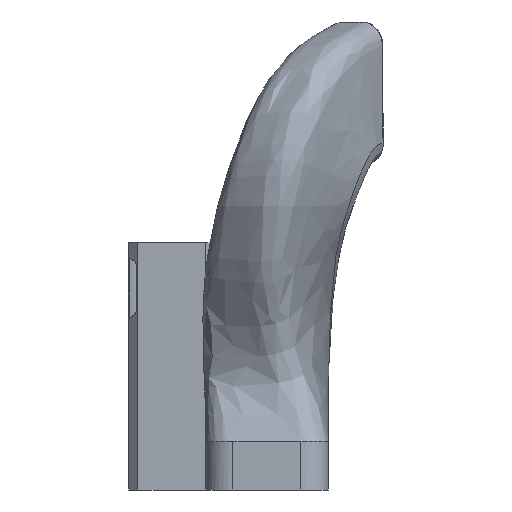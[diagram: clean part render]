
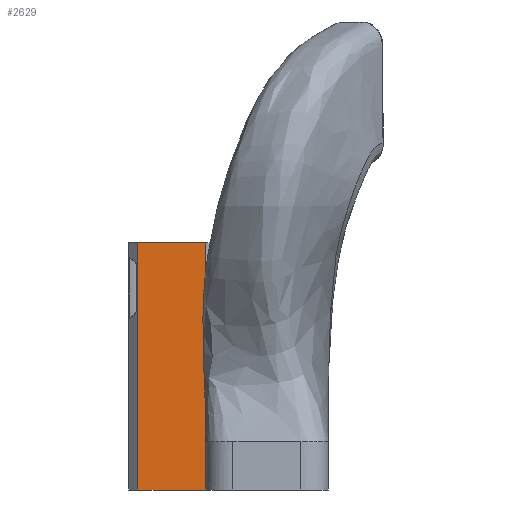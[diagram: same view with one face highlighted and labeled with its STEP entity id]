
A CAD part, left-side view. The second image highlights one B-rep face of the part: STEP entity #2629.
In plain terms, the highlighted planar face has unit normal (-1, 0, 0).
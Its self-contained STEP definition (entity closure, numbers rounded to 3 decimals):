
#86=PLANE('',#2777);
#187=LINE('',#11764,#423);
#193=LINE('',#11785,#429);
#228=LINE('',#11868,#464);
#229=LINE('',#11870,#465);
#230=LINE('',#11872,#466);
#231=LINE('',#11873,#467);
#423=VECTOR('',#2981,5.649);
#429=VECTOR('',#2993,5.3);
#464=VECTOR('',#3064,8.516);
#465=VECTOR('',#3065,7.5);
#466=VECTOR('',#3066,27.3);
#467=VECTOR('',#3067,7.5);
#667=FACE_OUTER_BOUND('',#790,.T.);
#790=EDGE_LOOP('',(#1983,#1984,#1985,#1986,#1987,#1988,#1989));
#986=B_SPLINE_CURVE_WITH_KNOTS('',3,(#9096,#9097,#9098,#9099,#9100,#9101,
#9102,#9103,#9104,#9105,#9106,#9107,#9108,#9109,#9110,#9111),
 .UNSPECIFIED.,.F.,.F.,(4,3,3,3,3,4),(-0.956,-0.669,
-0.502,-0.116,-0.108,0.),
 .UNSPECIFIED.);
#1114=VERTEX_POINT('',#9088);
#1115=VERTEX_POINT('',#9095);
#1116=VERTEX_POINT('',#9112);
#1170=VERTEX_POINT('',#11782);
#1200=VERTEX_POINT('',#11867);
#1201=VERTEX_POINT('',#11869);
#1202=VERTEX_POINT('',#11871);
#1406=EDGE_CURVE('',#1114,#1115,#986,.T.);
#1469=EDGE_CURVE('',#1115,#1116,#187,.T.);
#1476=EDGE_CURVE('',#1116,#1170,#193,.T.);
#1516=EDGE_CURVE('',#1200,#1114,#228,.T.);
#1517=EDGE_CURVE('',#1200,#1201,#229,.T.);
#1518=EDGE_CURVE('',#1201,#1202,#230,.T.);
#1519=EDGE_CURVE('',#1170,#1202,#231,.T.);
#1983=ORIENTED_EDGE('',*,*,#1406,.F.);
#1984=ORIENTED_EDGE('',*,*,#1516,.F.);
#1985=ORIENTED_EDGE('',*,*,#1517,.T.);
#1986=ORIENTED_EDGE('',*,*,#1518,.T.);
#1987=ORIENTED_EDGE('',*,*,#1519,.F.);
#1988=ORIENTED_EDGE('',*,*,#1476,.F.);
#1989=ORIENTED_EDGE('',*,*,#1469,.F.);
#2629=ADVANCED_FACE('',(#667),#86,.T.);
#2777=AXIS2_PLACEMENT_3D('',#11866,#3062,#3063);
#2981=DIRECTION('',(0.,0.,-1.));
#2993=DIRECTION('',(0.,0.,-1.));
#3062=DIRECTION('center_axis',(-1.,0.,0.));
#3063=DIRECTION('ref_axis',(0.,1.,0.));
#3064=DIRECTION('',(0.,0.,-1.));
#3065=DIRECTION('',(0.,1.,0.));
#3066=DIRECTION('',(0.,0.,-1.));
#3067=DIRECTION('',(0.,1.,0.));
#9088=CARTESIAN_POINT('',(-22.,10.7,18.784));
#9095=CARTESIAN_POINT('',(-22.,10.7,10.949));
#9096=CARTESIAN_POINT('Ctrl Pts',(-22.,10.7,18.784));
#9097=CARTESIAN_POINT('Ctrl Pts',(-22.,10.832,17.819));
#9098=CARTESIAN_POINT('Ctrl Pts',(-22.,10.898,16.809));
#9099=CARTESIAN_POINT('Ctrl Pts',(-22.,10.921,15.827));
#9100=CARTESIAN_POINT('Ctrl Pts',(-22.,10.935,15.256));
#9101=CARTESIAN_POINT('Ctrl Pts',(-22.,10.933,14.663));
#9102=CARTESIAN_POINT('Ctrl Pts',(-22.,10.926,14.223));
#9103=CARTESIAN_POINT('Ctrl Pts',(-22.,10.908,13.203));
#9104=CARTESIAN_POINT('Ctrl Pts',(-22.,10.9,12.8));
#9105=CARTESIAN_POINT('Ctrl Pts',(-22.,10.804,11.91));
#9106=CARTESIAN_POINT('Ctrl Pts',(-22.,10.802,11.892));
#9107=CARTESIAN_POINT('Ctrl Pts',(-22.,10.8,11.874));
#9108=CARTESIAN_POINT('Ctrl Pts',(-22.,10.798,11.856));
#9109=CARTESIAN_POINT('Ctrl Pts',(-22.,10.77,11.602));
#9110=CARTESIAN_POINT('Ctrl Pts',(-22.,10.734,11.308));
#9111=CARTESIAN_POINT('Ctrl Pts',(-22.,10.7,10.949));
#9112=CARTESIAN_POINT('',(-22.,10.7,5.3));
#11764=CARTESIAN_POINT('',(-22.,10.7,10.949));
#11782=CARTESIAN_POINT('',(-22.,10.7,0.));
#11785=CARTESIAN_POINT('',(-22.,10.7,5.3));
#11866=CARTESIAN_POINT('Origin',(-22.,14.95,27.3));
#11867=CARTESIAN_POINT('',(-22.,10.7,27.3));
#11868=CARTESIAN_POINT('',(-22.,10.7,27.3));
#11869=CARTESIAN_POINT('',(-22.,18.2,27.3));
#11870=CARTESIAN_POINT('',(-22.,10.7,27.3));
#11871=CARTESIAN_POINT('',(-22.,18.2,0.));
#11872=CARTESIAN_POINT('',(-22.,18.2,27.3));
#11873=CARTESIAN_POINT('',(-22.,10.7,0.));
